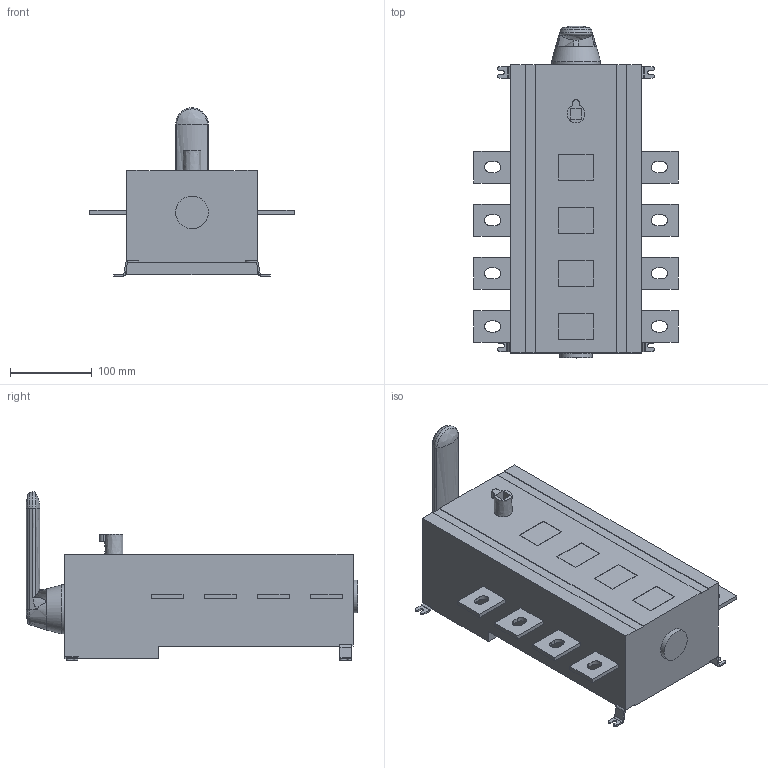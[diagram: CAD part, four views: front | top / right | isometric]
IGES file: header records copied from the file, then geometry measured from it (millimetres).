
Global section: file name: OT800ES04K.igs; preprocessor: I-DEAS 3D IGES Translator 11; date: 20080611.152658; units: millimetre
Bounding box: 250 x 406 x 205.93 mm (x, y, z)
Volume: 6847912.4 mm3; surface area: 292349.4 mm2
Topology: 1 solids, 1 shells, 325 faces, 877 edges, 575 vertices
Faces by surface type: bspline 325
